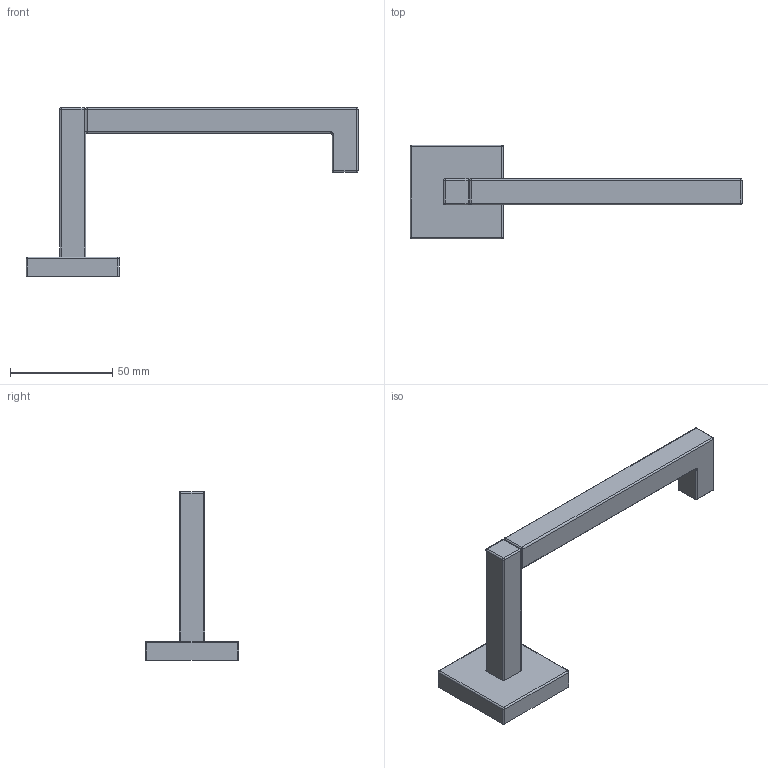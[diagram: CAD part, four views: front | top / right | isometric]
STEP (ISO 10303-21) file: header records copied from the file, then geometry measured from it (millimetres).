
FILE_DESCRIPTION((''),'2;1');
FILE_NAME('2020-1570','2021-01-29T16:04:56',('rsmith'),(''),'CREO PARAMETRIC BY PTC INC, 2018400','CREO PARAMETRIC BY PTC INC, 2018400','');
FILE_SCHEMA(('AUTOMOTIVE_DESIGN { 1 0 10303 214 1 1 1 1 }'));
Length unit declared in the file: inch
Products named in the file (1): 2020-1570
Bounding box: 162.56 x 45.72 x 82.74 mm (x, y, z)
Volume: 56111.5 mm3; surface area: 17025 mm2
Topology: 1 solids, 1 shells, 73 faces, 148 edges, 78 vertices
Faces by surface type: cylinder 34, plane 19, sphere 18, torus 2
Entity records: 2510 total; most frequent: DIRECTION 364, CARTESIAN_POINT 301, ORIENTED_EDGE 296, PRESENTATION_STYLE_ASSIGNMENT 149, STYLED_ITEM 149, CURVE_STYLE 148, EDGE_CURVE 148, COLOUR_RGB 146
